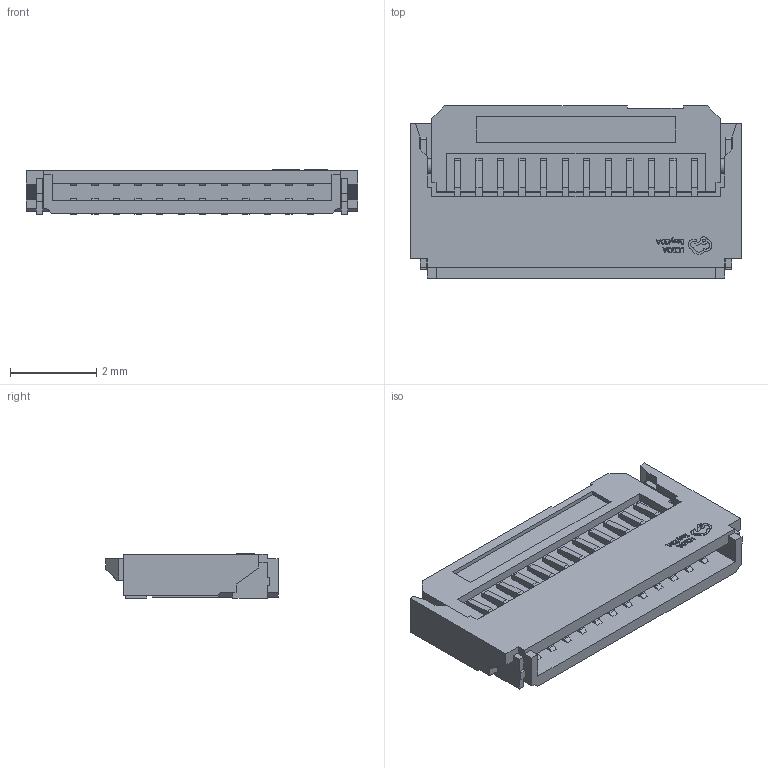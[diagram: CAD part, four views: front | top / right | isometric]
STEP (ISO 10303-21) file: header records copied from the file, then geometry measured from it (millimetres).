
FILE_DESCRIPTION (( 'STEP AP214' ), '1' );
FILE_NAME ('FPC-SMD_5034801200.step', '2022-07-06T11:03:17', ( '' ), ( '' ), 'SwSTEP 2.0', 'SolidWorks 2020', '' );
FILE_SCHEMA (( 'AUTOMOTIVE_DESIGN' ));
Length unit declared in the file: millimetre
Products named in the file (1): FPC-SMD_5034801200
Bounding box: 7.7 x 4 x 1.03 mm (x, y, z)
Volume: 18.5 mm3; surface area: 150.9 mm2
Topology: 2 solids, 2 shells, 759 faces, 2072 edges, 1380 vertices
Faces by surface type: plane 600, bspline 112, cylinder 47
Entity records: 33280 total; most frequent: CARTESIAN_POINT 6316, ORIENTED_EDGE 4144, DIRECTION 3238, EDGE_CURVE 2072, VECTOR 1746, LINE 1746, VERTEX_POINT 1380, EDGE_LOOP 824
